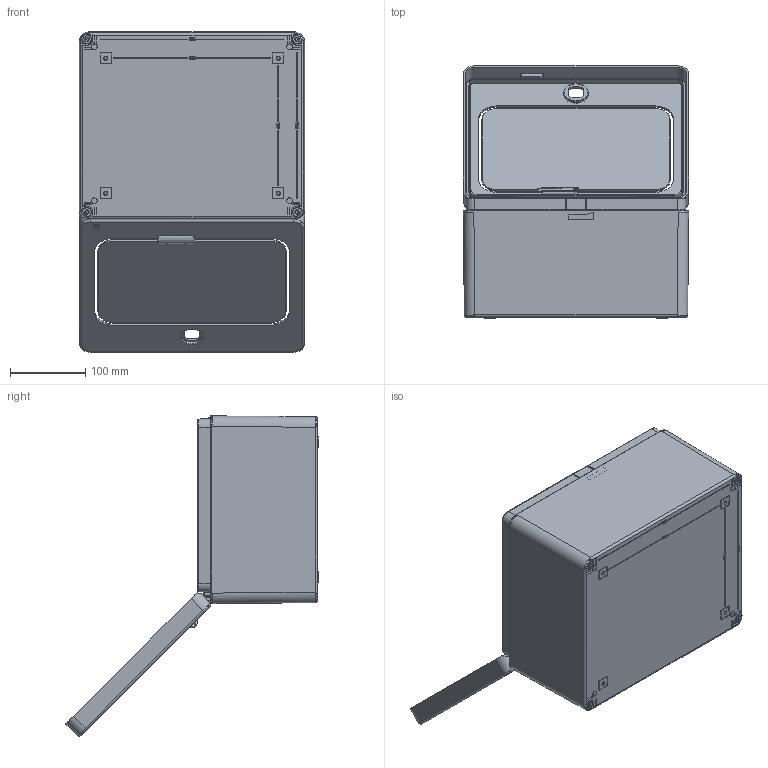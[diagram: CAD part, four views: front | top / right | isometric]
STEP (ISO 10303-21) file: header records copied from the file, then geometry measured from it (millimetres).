
FILE_DESCRIPTION (( 'STEP AP214' ), '1' );
FILE_NAME ('22253000.STEP', '2008-12-05T09:04:40', ( ' ' ), ( '' ), 'SwSTEP 2.0', 'SolidWorks 2008', '' );
FILE_SCHEMA (( 'AUTOMOTIVE_DESIGN' ));
Length unit declared in the file: millimetre
Products named in the file (11): 94406_Standard; 30530_Standard; 82076_Standard; 95035_Standard; 94205_Standard; 82209_Standard; 82210_Standard; 86208_Standard; 29530_Standard; 51712_Standard; 22253000
Assembly tree (21 placements, depth 3):
  22253000
    30530_Standard
    94205_Standard
    51712_Standard
      86208_Standard  x8
      94406_Standard  x4
      29530_Standard
    82210_Standard
    82076_Standard
    82209_Standard
    95035_Standard  x2
Bounding box: 300.03 x 335.96 x 426.51 mm (x, y, z)
Volume: 1056162.4 mm3; surface area: 728768.4 mm2
Topology: 20 solids, 20 shells, 2380 faces, 5661 edges, 3260 vertices
Faces by surface type: cylinder 680, bspline 591, plane 589, cone 218, torus 192, sphere 110
Entity records: 79806 total; most frequent: CARTESIAN_POINT 35822, ORIENTED_EDGE 10040, DIRECTION 7987, EDGE_CURVE 5020, VERTEX_POINT 2973, AXIS2_PLACEMENT_3D 2973, EDGE_LOOP 2223, ADVANCED_FACE 2132
